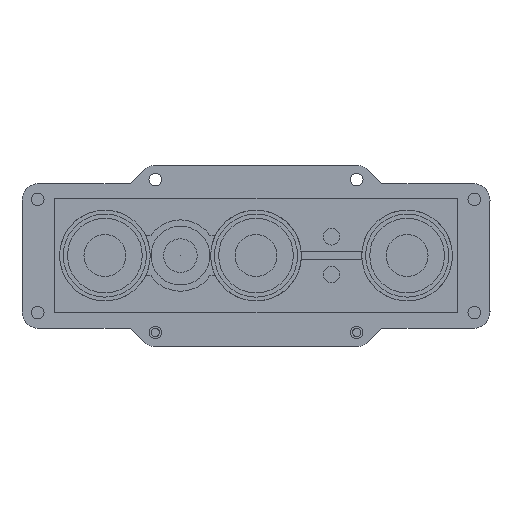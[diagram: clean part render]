
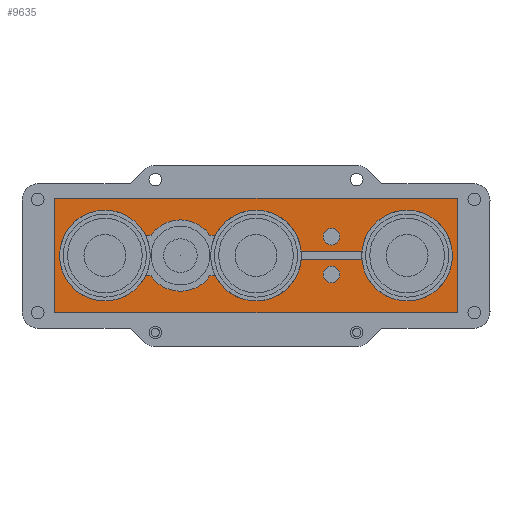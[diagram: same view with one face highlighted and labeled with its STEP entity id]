
A CAD part, front view. The second image highlights one B-rep face of the part: STEP entity #9635.
In plain terms, the highlighted planar face has unit normal (0, -1, 0).
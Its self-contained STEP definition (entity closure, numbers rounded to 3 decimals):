
#1157=DIRECTION('',(0.,0.,1.));
#1158=VECTOR('',#1157,27.2);
#1159=CARTESIAN_POINT('',(-48.,-35.,-13.6));
#1160=LINE('',#1159,#1158);
#1161=DIRECTION('',(1.,0.,0.));
#1162=VECTOR('',#1161,96.);
#1163=CARTESIAN_POINT('',(-48.,-35.,13.6));
#1164=LINE('',#1163,#1162);
#1165=DIRECTION('',(0.,0.,-1.));
#1166=VECTOR('',#1165,27.2);
#1167=CARTESIAN_POINT('',(48.,-35.,13.6));
#1168=LINE('',#1167,#1166);
#1169=DIRECTION('',(-1.,0.,0.));
#1170=VECTOR('',#1169,96.);
#1171=CARTESIAN_POINT('',(48.,-35.,-13.6));
#1172=LINE('',#1171,#1170);
#1173=CARTESIAN_POINT('',(36.,-35.,0.));
#1174=DIRECTION('',(0.,-1.,0.));
#1175=DIRECTION('',(-0.996,0.,-0.088));
#1176=AXIS2_PLACEMENT_3D('',#1173,#1174,#1175);
#1178=CARTESIAN_POINT('',(36.,-35.,0.));
#1179=DIRECTION('',(0.,-1.,0.));
#1180=DIRECTION('',(1.,0.,0.));
#1181=AXIS2_PLACEMENT_3D('',#1178,#1179,#1180);
#1183=CARTESIAN_POINT('',(0.,-35.,0.));
#1184=DIRECTION('',(0.,-1.,0.));
#1185=DIRECTION('',(0.996,0.,0.088));
#1186=AXIS2_PLACEMENT_3D('',#1183,#1184,#1185);
#1188=CARTESIAN_POINT('',(-18.,-35.,0.));
#1189=DIRECTION('',(0.,-1.,0.));
#1190=DIRECTION('',(0.825,0.,0.565));
#1191=AXIS2_PLACEMENT_3D('',#1188,#1189,#1190);
#1193=CARTESIAN_POINT('',(-36.,-35.,0.));
#1194=DIRECTION('',(0.,-1.,0.));
#1195=DIRECTION('',(0.896,0.,0.444));
#1196=AXIS2_PLACEMENT_3D('',#1193,#1194,#1195);
#1198=CARTESIAN_POINT('',(-36.,-35.,0.));
#1199=DIRECTION('',(0.,-1.,0.));
#1200=DIRECTION('',(-1.,0.,0.));
#1201=AXIS2_PLACEMENT_3D('',#1198,#1199,#1200);
#1203=CARTESIAN_POINT('',(-18.,-35.,0.));
#1204=DIRECTION('',(0.,-1.,0.));
#1205=DIRECTION('',(-0.825,0.,-0.565));
#1206=AXIS2_PLACEMENT_3D('',#1203,#1204,#1205);
#1208=CARTESIAN_POINT('',(0.,-35.,0.));
#1209=DIRECTION('',(0.,-1.,0.));
#1210=DIRECTION('',(-0.896,0.,-0.444));
#1211=AXIS2_PLACEMENT_3D('',#1208,#1209,#1210);
#1213=CARTESIAN_POINT('',(18.,-35.,-4.5));
#1214=DIRECTION('',(0.,-1.,0.));
#1215=DIRECTION('',(1.,0.,0.));
#1216=AXIS2_PLACEMENT_3D('',#1213,#1214,#1215);
#1218=CARTESIAN_POINT('',(18.,-35.,-4.5));
#1219=DIRECTION('',(0.,-1.,0.));
#1220=DIRECTION('',(-1.,0.,0.));
#1221=AXIS2_PLACEMENT_3D('',#1218,#1219,#1220);
#1223=CARTESIAN_POINT('',(18.,-35.,4.5));
#1224=DIRECTION('',(0.,-1.,0.));
#1225=DIRECTION('',(1.,0.,0.));
#1226=AXIS2_PLACEMENT_3D('',#1223,#1224,#1225);
#1228=CARTESIAN_POINT('',(18.,-35.,4.5));
#1229=DIRECTION('',(0.,-1.,0.));
#1230=DIRECTION('',(-1.,0.,0.));
#1231=AXIS2_PLACEMENT_3D('',#1228,#1229,#1230);
#1233=DIRECTION('',(-1.,0.,0.));
#1234=VECTOR('',#1233,14.484);
#1235=CARTESIAN_POINT('',(25.242,-35.,-0.95));
#1236=LINE('',#1235,#1234);
#1334=DIRECTION('',(1.,0.,0.));
#1335=VECTOR('',#1334,1.31);
#1336=CARTESIAN_POINT('',(-26.325,-35.,4.8));
#1337=LINE('',#1336,#1335);
#1346=DIRECTION('',(1.,0.,0.));
#1347=VECTOR('',#1346,1.31);
#1348=CARTESIAN_POINT('',(-10.985,-35.,4.8));
#1349=LINE('',#1348,#1347);
#1625=DIRECTION('',(1.,0.,0.));
#1626=VECTOR('',#1625,14.484);
#1627=CARTESIAN_POINT('',(10.758,-35.,0.95));
#1628=LINE('',#1627,#1626);
#1689=DIRECTION('',(-1.,0.,0.));
#1690=VECTOR('',#1689,1.31);
#1691=CARTESIAN_POINT('',(-25.015,-35.,-4.8));
#1692=LINE('',#1691,#1690);
#1701=DIRECTION('',(-1.,0.,0.));
#1702=VECTOR('',#1701,1.31);
#1703=CARTESIAN_POINT('',(-9.675,-35.,-4.8));
#1704=LINE('',#1703,#1702);
#6849=CARTESIAN_POINT('',(-48.,-35.,13.6));
#6850=VERTEX_POINT('',#6849);
#6851=CARTESIAN_POINT('',(-48.,-35.,-13.6));
#6852=VERTEX_POINT('',#6851);
#6853=CARTESIAN_POINT('',(48.,-35.,13.6));
#6854=VERTEX_POINT('',#6853);
#6887=CARTESIAN_POINT('',(48.,-35.,-13.6));
#6888=VERTEX_POINT('',#6887);
#6921=CARTESIAN_POINT('',(25.242,-35.,-0.95));
#6922=CARTESIAN_POINT('',(10.758,-35.,-0.95));
#6923=VERTEX_POINT('',#6921);
#6924=VERTEX_POINT('',#6922);
#6925=CARTESIAN_POINT('',(46.8,-35.,0.));
#6926=VERTEX_POINT('',#6925);
#6927=CARTESIAN_POINT('',(25.242,-35.,0.95));
#6928=VERTEX_POINT('',#6927);
#6929=CARTESIAN_POINT('',(10.758,-35.,0.95));
#6930=VERTEX_POINT('',#6929);
#6931=CARTESIAN_POINT('',(-9.675,-35.,4.8));
#6932=VERTEX_POINT('',#6931);
#6933=CARTESIAN_POINT('',(-10.985,-35.,4.8));
#6934=VERTEX_POINT('',#6933);
#6935=CARTESIAN_POINT('',(-25.015,-35.,4.8));
#6936=VERTEX_POINT('',#6935);
#6937=CARTESIAN_POINT('',(-26.325,-35.,4.8));
#6938=VERTEX_POINT('',#6937);
#6939=CARTESIAN_POINT('',(-46.8,-35.,0.));
#6940=CARTESIAN_POINT('',(-26.325,-35.,-4.8));
#6941=VERTEX_POINT('',#6939);
#6942=VERTEX_POINT('',#6940);
#6943=CARTESIAN_POINT('',(-25.015,-35.,-4.8));
#6944=VERTEX_POINT('',#6943);
#6945=CARTESIAN_POINT('',(-10.985,-35.,-4.8));
#6946=VERTEX_POINT('',#6945);
#6947=CARTESIAN_POINT('',(-9.675,-35.,-4.8));
#6948=VERTEX_POINT('',#6947);
#6949=CARTESIAN_POINT('',(20.,-35.,-4.5));
#6950=CARTESIAN_POINT('',(16.,-35.,-4.5));
#6951=VERTEX_POINT('',#6949);
#6952=VERTEX_POINT('',#6950);
#6953=CARTESIAN_POINT('',(20.,-35.,4.5));
#6954=CARTESIAN_POINT('',(16.,-35.,4.5));
#6955=VERTEX_POINT('',#6953);
#6956=VERTEX_POINT('',#6954);
#9582=CARTESIAN_POINT('',(0.,-35.,0.));
#9583=DIRECTION('',(0.,1.,0.));
#9584=DIRECTION('',(1.,0.,0.));
#9585=AXIS2_PLACEMENT_3D('',#9582,#9583,#9584);
#9586=PLANE('',#9585);
#9587=ORIENTED_EDGE('',*,*,#9170,.T.);
#9588=ORIENTED_EDGE('',*,*,#9185,.T.);
#9589=ORIENTED_EDGE('',*,*,#9279,.T.);
#9590=ORIENTED_EDGE('',*,*,#9292,.T.);
#9591=EDGE_LOOP('',(#9587,#9588,#9589,#9590));
#9592=FACE_OUTER_BOUND('',#9591,.F.);
#9594=ORIENTED_EDGE('',*,*,#9593,.F.);
#9596=ORIENTED_EDGE('',*,*,#9595,.T.);
#9598=ORIENTED_EDGE('',*,*,#9597,.T.);
#9600=ORIENTED_EDGE('',*,*,#9599,.F.);
#9602=ORIENTED_EDGE('',*,*,#9601,.T.);
#9604=ORIENTED_EDGE('',*,*,#9603,.F.);
#9606=ORIENTED_EDGE('',*,*,#9605,.T.);
#9608=ORIENTED_EDGE('',*,*,#9607,.F.);
#9610=ORIENTED_EDGE('',*,*,#9609,.T.);
#9612=ORIENTED_EDGE('',*,*,#9611,.T.);
#9614=ORIENTED_EDGE('',*,*,#9613,.F.);
#9616=ORIENTED_EDGE('',*,*,#9615,.T.);
#9618=ORIENTED_EDGE('',*,*,#9617,.F.);
#9620=ORIENTED_EDGE('',*,*,#9619,.T.);
#9621=EDGE_LOOP('',(#9594,#9596,#9598,#9600,#9602,#9604,#9606,#9608,#9610,#9612,
#9614,#9616,#9618,#9620));
#9622=FACE_BOUND('',#9621,.F.);
#9624=ORIENTED_EDGE('',*,*,#9623,.T.);
#9626=ORIENTED_EDGE('',*,*,#9625,.T.);
#9627=EDGE_LOOP('',(#9624,#9626));
#9628=FACE_BOUND('',#9627,.F.);
#9630=ORIENTED_EDGE('',*,*,#9629,.T.);
#9632=ORIENTED_EDGE('',*,*,#9631,.T.);
#9633=EDGE_LOOP('',(#9630,#9632));
#9634=FACE_BOUND('',#9633,.F.);
#9635=ADVANCED_FACE('',(#9592,#9622,#9628,#9634),#9586,.F.);
#1177=CIRCLE('',#1176,10.8);
#1182=CIRCLE('',#1181,10.8);
#1187=CIRCLE('',#1186,10.8);
#1192=CIRCLE('',#1191,8.5);
#1197=CIRCLE('',#1196,10.8);
#1202=CIRCLE('',#1201,10.8);
#1207=CIRCLE('',#1206,8.5);
#1212=CIRCLE('',#1211,10.8);
#1217=CIRCLE('',#1216,2.);
#1222=CIRCLE('',#1221,2.);
#1227=CIRCLE('',#1226,2.);
#1232=CIRCLE('',#1231,2.);
#9170=EDGE_CURVE('',#6852,#6850,#1160,.T.);
#9185=EDGE_CURVE('',#6850,#6854,#1164,.T.);
#9279=EDGE_CURVE('',#6854,#6888,#1168,.T.);
#9292=EDGE_CURVE('',#6888,#6852,#1172,.T.);
#9593=EDGE_CURVE('',#6923,#6924,#1236,.T.);
#9595=EDGE_CURVE('',#6923,#6926,#1177,.T.);
#9597=EDGE_CURVE('',#6926,#6928,#1182,.T.);
#9599=EDGE_CURVE('',#6930,#6928,#1628,.T.);
#9601=EDGE_CURVE('',#6930,#6932,#1187,.T.);
#9603=EDGE_CURVE('',#6934,#6932,#1349,.T.);
#9605=EDGE_CURVE('',#6934,#6936,#1192,.T.);
#9607=EDGE_CURVE('',#6938,#6936,#1337,.T.);
#9609=EDGE_CURVE('',#6938,#6941,#1197,.T.);
#9611=EDGE_CURVE('',#6941,#6942,#1202,.T.);
#9613=EDGE_CURVE('',#6944,#6942,#1692,.T.);
#9615=EDGE_CURVE('',#6944,#6946,#1207,.T.);
#9617=EDGE_CURVE('',#6948,#6946,#1704,.T.);
#9619=EDGE_CURVE('',#6948,#6924,#1212,.T.);
#9623=EDGE_CURVE('',#6951,#6952,#1217,.T.);
#9625=EDGE_CURVE('',#6952,#6951,#1222,.T.);
#9629=EDGE_CURVE('',#6955,#6956,#1227,.T.);
#9631=EDGE_CURVE('',#6956,#6955,#1232,.T.);
